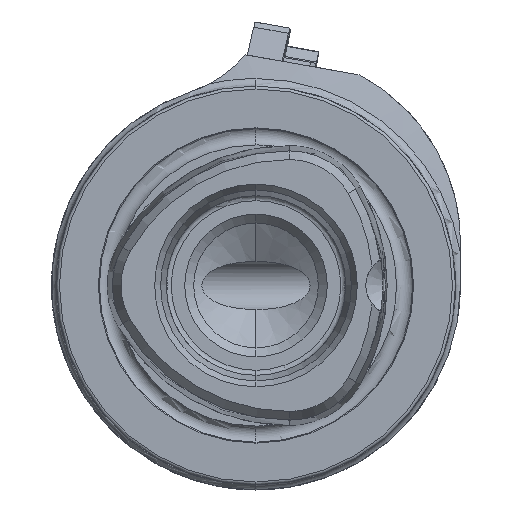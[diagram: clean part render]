
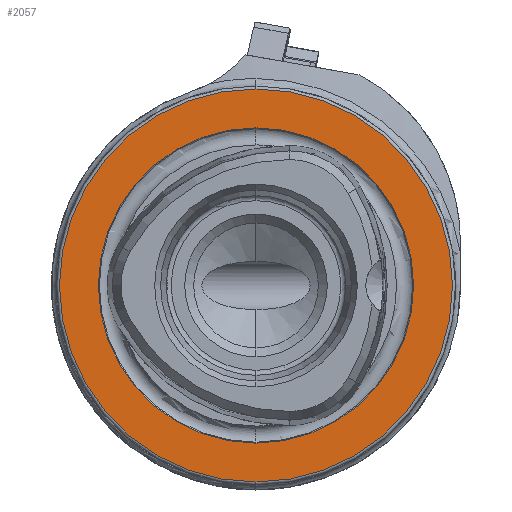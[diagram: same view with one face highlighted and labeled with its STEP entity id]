
A CAD part, left-side view. The second image highlights one B-rep face of the part: STEP entity #2057.
In plain terms, the highlighted planar face has unit normal (-1, 0, 0).
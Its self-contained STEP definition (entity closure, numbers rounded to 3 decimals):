
#300 = ORIENTED_EDGE ( 'NONE', *, *, #5800, .F. ) ;
#1472 = DIRECTION ( 'NONE',  ( 0., 0., 1. ) ) ;
#1685 = EDGE_CURVE ( 'NONE', #4376, #3997, #6137, .T. ) ;
#1960 = FACE_OUTER_BOUND ( 'NONE', #6767, .T. ) ;
#2057 = ADVANCED_FACE ( 'NONE', ( #13856, #1960 ), #11267, .F. ) ;
#2159 = CARTESIAN_POINT ( 'NONE',  ( 0., 0., -19.7 ) ) ;
#2389 = DIRECTION ( 'NONE',  ( 1., 0., 0. ) ) ;
#2605 = EDGE_CURVE ( 'NONE', #14491, #10930, #3161, .T. ) ;
#3062 = CARTESIAN_POINT ( 'NONE',  ( 0., 0., 19.7 ) ) ;
#3161 = CIRCLE ( 'NONE', #9302, 15.8 ) ;
#3997 = VERTEX_POINT ( 'NONE', #3062 ) ;
#4279 = CARTESIAN_POINT ( 'NONE',  ( 0., 0., 0. ) ) ;
#4376 = VERTEX_POINT ( 'NONE', #2159 ) ;
#4733 = CARTESIAN_POINT ( 'NONE',  ( 0., 0., 0. ) ) ;
#5800 = EDGE_CURVE ( 'NONE', #10930, #14491, #8803, .T. ) ;
#6137 = CIRCLE ( 'NONE', #6286, 19.7 ) ;
#6286 = AXIS2_PLACEMENT_3D ( 'NONE', #4279, #7669, #6535 ) ;
#6528 = DIRECTION ( 'NONE',  ( -1., 0., 0. ) ) ;
#6535 = DIRECTION ( 'NONE',  ( 0., 0., 1. ) ) ;
#6691 = AXIS2_PLACEMENT_3D ( 'NONE', #10075, #2389, #7969 ) ;
#6767 = EDGE_LOOP ( 'NONE', ( #12674, #7559 ) ) ;
#6808 = AXIS2_PLACEMENT_3D ( 'NONE', #4733, #11582, #10380 ) ;
#7088 = CARTESIAN_POINT ( 'NONE',  ( 0., 0., -15.8 ) ) ;
#7159 = DIRECTION ( 'NONE',  ( -1., 0., 0. ) ) ;
#7363 = EDGE_LOOP ( 'NONE', ( #300, #10425 ) ) ;
#7559 = ORIENTED_EDGE ( 'NONE', *, *, #1685, .T. ) ;
#7669 = DIRECTION ( 'NONE',  ( -1., 0., 0. ) ) ;
#7969 = DIRECTION ( 'NONE',  ( 0., 0., -1. ) ) ;
#8414 = CIRCLE ( 'NONE', #10171, 19.7 ) ;
#8803 = CIRCLE ( 'NONE', #6808, 15.8 ) ;
#9302 = AXIS2_PLACEMENT_3D ( 'NONE', #12771, #7159, #1472 ) ;
#10075 = CARTESIAN_POINT ( 'NONE',  ( 0., 15.8, 0. ) ) ;
#10171 = AXIS2_PLACEMENT_3D ( 'NONE', #12140, #6528, #14379 ) ;
#10380 = DIRECTION ( 'NONE',  ( 0., 0., 1. ) ) ;
#10425 = ORIENTED_EDGE ( 'NONE', *, *, #2605, .F. ) ;
#10930 = VERTEX_POINT ( 'NONE', #12620 ) ;
#11267 = PLANE ( 'NONE',  #6691 ) ;
#11582 = DIRECTION ( 'NONE',  ( -1., 0., 0. ) ) ;
#12140 = CARTESIAN_POINT ( 'NONE',  ( 0., 0., 0. ) ) ;
#12480 = EDGE_CURVE ( 'NONE', #3997, #4376, #8414, .T. ) ;
#12620 = CARTESIAN_POINT ( 'NONE',  ( 0., 0., 15.8 ) ) ;
#12674 = ORIENTED_EDGE ( 'NONE', *, *, #12480, .T. ) ;
#12771 = CARTESIAN_POINT ( 'NONE',  ( 0., 0., 0. ) ) ;
#13856 = FACE_BOUND ( 'NONE', #7363, .T. ) ;
#14379 = DIRECTION ( 'NONE',  ( 0., 0., 1. ) ) ;
#14491 = VERTEX_POINT ( 'NONE', #7088 ) ;
